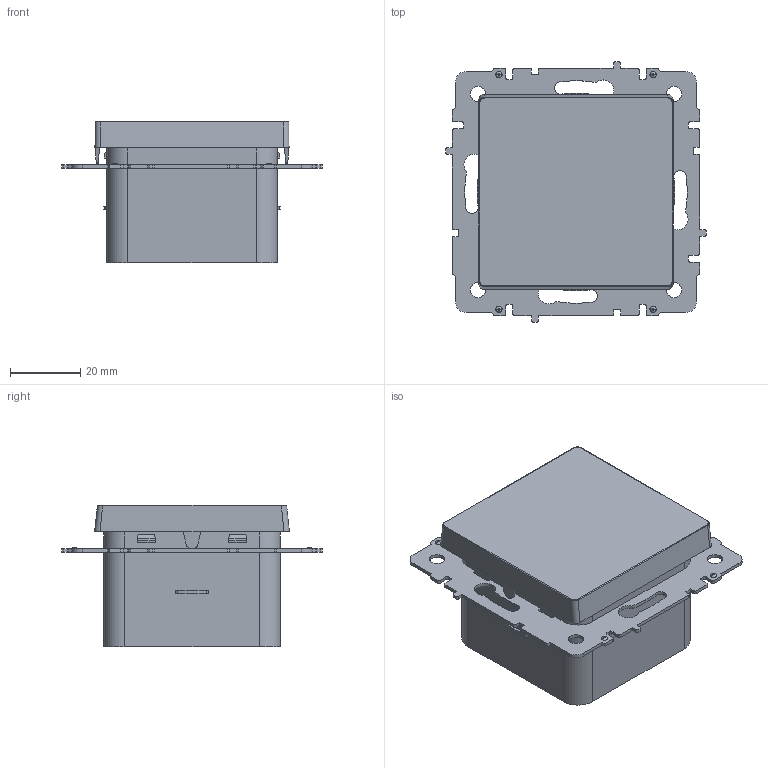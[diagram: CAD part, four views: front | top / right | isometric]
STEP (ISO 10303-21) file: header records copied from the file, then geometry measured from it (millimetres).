
FILE_DESCRIPTION (( 'STEP AP214' ), '1' );
FILE_NAME ('BRITE Âûêëþ÷. 1-êë. 10À .STEP', '2025-03-31T12:35:26', ( '' ), ( '' ), 'SwSTEP 2.0', 'SolidWorks 2022', '' );
FILE_SCHEMA (( 'AUTOMOTIVE_DESIGN' ));
Length unit declared in the file: millimetre
Products named in the file (1): BRITE Выключ. 1-кл. 10А 
Bounding box: 74.4 x 74.4 x 40.44 mm (x, y, z)
Volume: 105005.6 mm3; surface area: 18717.1 mm2
Topology: 1 solids, 7 shells, 324 faces, 893 edges, 593 vertices
Faces by surface type: plane 156, cylinder 136, bspline 24, torus 5, sphere 3
Entity records: 11248 total; most frequent: CARTESIAN_POINT 2898, ORIENTED_EDGE 1780, DIRECTION 1692, EDGE_CURVE 890, VERTEX_POINT 593, AXIS2_PLACEMENT_3D 573, VECTOR 546, LINE 546
